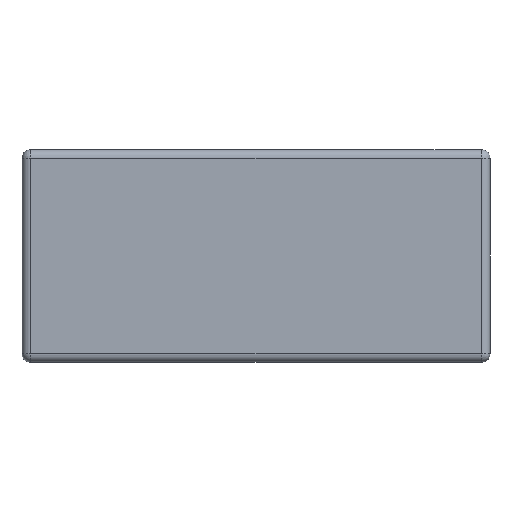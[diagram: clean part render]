
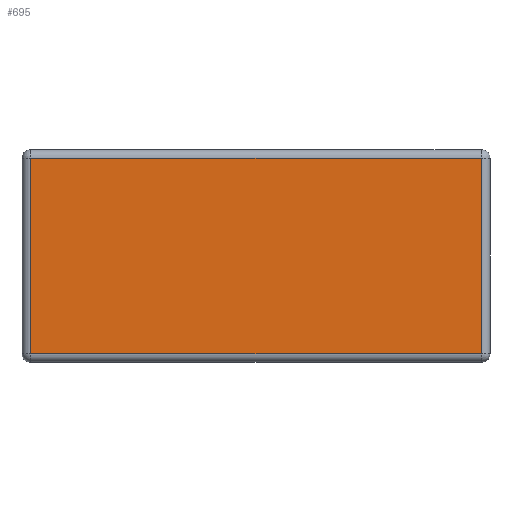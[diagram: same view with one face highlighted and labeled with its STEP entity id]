
A CAD part, front view. The second image highlights one B-rep face of the part: STEP entity #695.
In plain terms, the highlighted planar face has unit normal (0, -1, 0).
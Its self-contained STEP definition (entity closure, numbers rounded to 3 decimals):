
#31=PLANE('',#779);
#69=FACE_OUTER_BOUND('',#116,.T.);
#116=EDGE_LOOP('',(#563,#564,#565,#566));
#169=LINE('',#1123,#235);
#172=LINE('',#1131,#238);
#174=LINE('',#1141,#240);
#176=LINE('',#1150,#242);
#235=VECTOR('',#891,10.);
#238=VECTOR('',#900,10.);
#240=VECTOR('',#912,10.);
#242=VECTOR('',#924,10.);
#339=VERTEX_POINT('',#1116);
#341=VERTEX_POINT('',#1121);
#342=VERTEX_POINT('',#1125);
#344=VERTEX_POINT('',#1135);
#409=EDGE_CURVE('',#341,#339,#169,.T.);
#414=EDGE_CURVE('',#339,#342,#172,.T.);
#419=EDGE_CURVE('',#342,#344,#174,.T.);
#424=EDGE_CURVE('',#344,#341,#176,.T.);
#563=ORIENTED_EDGE('',*,*,#409,.F.);
#564=ORIENTED_EDGE('',*,*,#424,.F.);
#565=ORIENTED_EDGE('',*,*,#419,.F.);
#566=ORIENTED_EDGE('',*,*,#414,.F.);
#695=ADVANCED_FACE('',(#69),#31,.F.);
#779=AXIS2_PLACEMENT_3D('',#1165,#948,#949);
#891=DIRECTION('',(1.,0.,0.));
#900=DIRECTION('',(0.,0.,-1.));
#912=DIRECTION('',(-1.,0.,0.));
#924=DIRECTION('',(0.,0.,1.));
#948=DIRECTION('center_axis',(0.,1.,0.));
#949=DIRECTION('ref_axis',(1.,0.,0.));
#1116=CARTESIAN_POINT('',(15.461,0.,-3.165));
#1121=CARTESIAN_POINT('',(-37.539,0.,-3.165));
#1123=CARTESIAN_POINT('',(-24.789,0.,-3.165));
#1125=CARTESIAN_POINT('',(15.461,0.,-26.165));
#1131=CARTESIAN_POINT('',(15.461,0.,-8.415));
#1135=CARTESIAN_POINT('',(-37.539,0.,-26.165));
#1141=CARTESIAN_POINT('',(2.711,0.,-26.165));
#1150=CARTESIAN_POINT('',(-37.539,0.,-20.915));
#1165=CARTESIAN_POINT('Origin',(-11.039,0.,-14.665));
